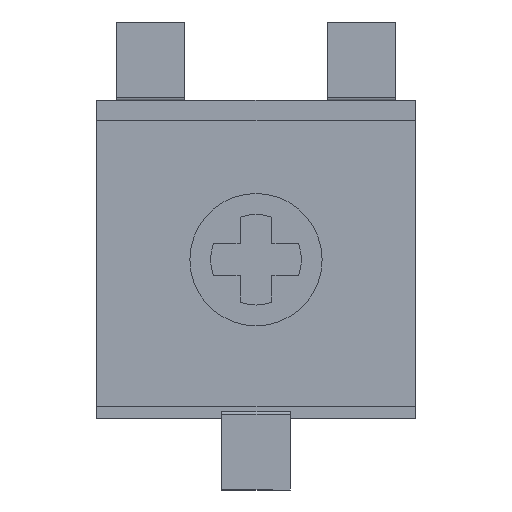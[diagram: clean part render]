
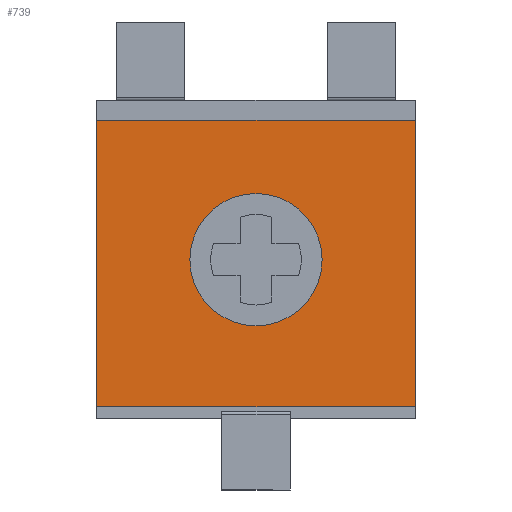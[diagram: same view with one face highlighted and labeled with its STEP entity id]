
A CAD part, front view. The second image highlights one B-rep face of the part: STEP entity #739.
In plain terms, the highlighted planar face has unit normal (0, -1, 0).
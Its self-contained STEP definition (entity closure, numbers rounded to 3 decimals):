
#4 = VERTEX_POINT ( 'NONE', #2390 ) ;
#56 = DIRECTION ( 'NONE',  ( 0., -1., 0. ) ) ;
#80 = DIRECTION ( 'NONE',  ( 0., 0., -1. ) ) ;
#289 = CARTESIAN_POINT ( 'NONE',  ( 6.5, 1.6, 0. ) ) ;
#336 = DIRECTION ( 'NONE',  ( 0., 0., 1. ) ) ;
#393 = AXIS2_PLACEMENT_3D ( 'NONE', #1663, #2068, #1976 ) ;
#474 = ORIENTED_EDGE ( 'NONE', *, *, #555, .T. ) ;
#555 = EDGE_CURVE ( 'NONE', #4202, #3103, #4331, .T. ) ;
#620 = FACE_BOUND ( 'NONE', #2078, .T. ) ;
#643 = CARTESIAN_POINT ( 'NONE',  ( 0., 1.6, -0.4 ) ) ;
#739 = ADVANCED_FACE ( 'NONE', ( #2593, #620 ), #1276, .F. ) ;
#790 = AXIS2_PLACEMENT_3D ( 'NONE', #3074, #56, #80 ) ;
#879 = VERTEX_POINT ( 'NONE', #1134 ) ;
#1111 = VECTOR ( 'NONE', #1262, 1000. ) ;
#1134 = CARTESIAN_POINT ( 'NONE',  ( 3.25, 1.6, -1.9 ) ) ;
#1262 = DIRECTION ( 'NONE',  ( 0., 0., -1. ) ) ;
#1276 = PLANE ( 'NONE',  #3666 ) ;
#1498 = LINE ( 'NONE', #1776, #3873 ) ;
#1558 = DIRECTION ( 'NONE',  ( 0., 1., 0. ) ) ;
#1663 = CARTESIAN_POINT ( 'NONE',  ( 3.25, 1.6, -3.25 ) ) ;
#1751 = VECTOR ( 'NONE', #1984, 1000. ) ;
#1776 = CARTESIAN_POINT ( 'NONE',  ( 0., 1.6, -6.25 ) ) ;
#1865 = DIRECTION ( 'NONE',  ( -1., 0., 0. ) ) ;
#1976 = DIRECTION ( 'NONE',  ( 0., 0., -1. ) ) ;
#1984 = DIRECTION ( 'NONE',  ( 1., 0., 0. ) ) ;
#2068 = DIRECTION ( 'NONE',  ( 0., -1., 0. ) ) ;
#2078 = EDGE_LOOP ( 'NONE', ( #3637, #2903 ) ) ;
#2191 = EDGE_CURVE ( 'NONE', #4, #3103, #1498, .T. ) ;
#2211 = CARTESIAN_POINT ( 'NONE',  ( 0., 1.6, -0.4 ) ) ;
#2297 = VERTEX_POINT ( 'NONE', #4320 ) ;
#2390 = CARTESIAN_POINT ( 'NONE',  ( 6.5, 1.6, -6.25 ) ) ;
#2470 = CIRCLE ( 'NONE', #790, 1.35 ) ;
#2593 = FACE_OUTER_BOUND ( 'NONE', #3183, .T. ) ;
#2692 = LINE ( 'NONE', #3418, #1751 ) ;
#2903 = ORIENTED_EDGE ( 'NONE', *, *, #3060, .F. ) ;
#2956 = ORIENTED_EDGE ( 'NONE', *, *, #3808, .T. ) ;
#2971 = VERTEX_POINT ( 'NONE', #3582 ) ;
#2983 = VECTOR ( 'NONE', #336, 1000. ) ;
#3026 = EDGE_CURVE ( 'NONE', #4202, #2971, #2692, .T. ) ;
#3060 = EDGE_CURVE ( 'NONE', #879, #2297, #2470, .T. ) ;
#3074 = CARTESIAN_POINT ( 'NONE',  ( 3.25, 1.6, -3.25 ) ) ;
#3103 = VERTEX_POINT ( 'NONE', #3775 ) ;
#3183 = EDGE_LOOP ( 'NONE', ( #4317, #2956, #4270, #474 ) ) ;
#3320 = DIRECTION ( 'NONE',  ( 0., 0., 1. ) ) ;
#3353 = EDGE_CURVE ( 'NONE', #2297, #879, #4180, .T. ) ;
#3418 = CARTESIAN_POINT ( 'NONE',  ( 0., 1.6, -0.4 ) ) ;
#3582 = CARTESIAN_POINT ( 'NONE',  ( 6.5, 1.6, -0.4 ) ) ;
#3637 = ORIENTED_EDGE ( 'NONE', *, *, #3353, .F. ) ;
#3644 = CARTESIAN_POINT ( 'NONE',  ( 0., 1.6, 0. ) ) ;
#3666 = AXIS2_PLACEMENT_3D ( 'NONE', #643, #1558, #3320 ) ;
#3775 = CARTESIAN_POINT ( 'NONE',  ( 0., 1.6, -6.25 ) ) ;
#3808 = EDGE_CURVE ( 'NONE', #4, #2971, #4300, .T. ) ;
#3873 = VECTOR ( 'NONE', #1865, 1000. ) ;
#4180 = CIRCLE ( 'NONE', #393, 1.35 ) ;
#4202 = VERTEX_POINT ( 'NONE', #2211 ) ;
#4270 = ORIENTED_EDGE ( 'NONE', *, *, #3026, .F. ) ;
#4300 = LINE ( 'NONE', #289, #2983 ) ;
#4317 = ORIENTED_EDGE ( 'NONE', *, *, #2191, .F. ) ;
#4320 = CARTESIAN_POINT ( 'NONE',  ( 3.25, 1.6, -4.6 ) ) ;
#4331 = LINE ( 'NONE', #3644, #1111 ) ;
